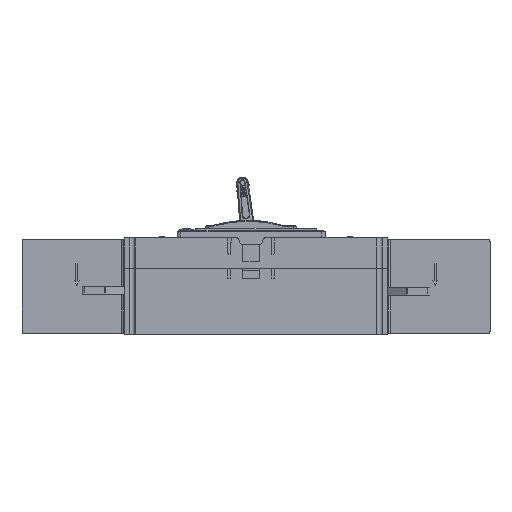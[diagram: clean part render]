
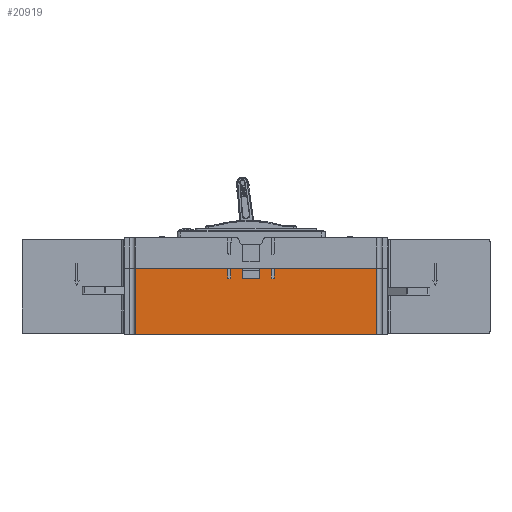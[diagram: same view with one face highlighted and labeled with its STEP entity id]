
A CAD part, top view. The second image highlights one B-rep face of the part: STEP entity #20919.
In plain terms, the highlighted planar face has unit normal (0, 0, 1).
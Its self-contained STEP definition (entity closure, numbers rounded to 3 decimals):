
#4011=LINE('',#110341,#12475);
#4012=LINE('',#110344,#12476);
#4013=LINE('',#110346,#12477);
#4014=LINE('',#110348,#12478);
#4015=LINE('',#110352,#12479);
#4016=LINE('',#110356,#12480);
#4017=LINE('',#110358,#12481);
#4018=LINE('',#110360,#12482);
#4019=LINE('',#110362,#12483);
#4020=LINE('',#110364,#12484);
#4021=LINE('',#110366,#12485);
#4022=LINE('',#110368,#12486);
#4023=LINE('',#110372,#12487);
#4024=LINE('',#110376,#12488);
#4025=LINE('',#110378,#12489);
#4026=LINE('',#110380,#12490);
#12475=VECTOR('',#88485,1.);
#12476=VECTOR('',#88486,1.);
#12477=VECTOR('',#88487,1.);
#12478=VECTOR('',#88488,1.);
#12479=VECTOR('',#88491,1.);
#12480=VECTOR('',#88494,1.);
#12481=VECTOR('',#88495,1.);
#12482=VECTOR('',#88496,1.);
#12483=VECTOR('',#88497,1.);
#12484=VECTOR('',#88498,1.);
#12485=VECTOR('',#88499,1.);
#12486=VECTOR('',#88500,1.);
#12487=VECTOR('',#88503,1.);
#12488=VECTOR('',#88506,1.);
#12489=VECTOR('',#88507,1.);
#12490=VECTOR('',#88508,1.);
#20919=ADVANCED_FACE('',(#28684),#25418,.T.);
#25418=PLANE('',#81658);
#28684=FACE_OUTER_BOUND('',#32813,.T.);
#32813=EDGE_LOOP('',(#38145,#38146,#38147,#38148,#38149,#38150,#38151,#38152,
#38153,#38154,#38155,#38156,#38157,#38158,#38159,#38160,#38161,#38162,#38163,
#38164));
#38145=ORIENTED_EDGE('',*,*,#68529,.F.);
#38146=ORIENTED_EDGE('',*,*,#68530,.T.);
#38147=ORIENTED_EDGE('',*,*,#68531,.F.);
#38148=ORIENTED_EDGE('',*,*,#68532,.T.);
#38149=ORIENTED_EDGE('',*,*,#68533,.T.);
#38150=ORIENTED_EDGE('',*,*,#68534,.T.);
#38151=ORIENTED_EDGE('',*,*,#68535,.T.);
#38152=ORIENTED_EDGE('',*,*,#68536,.F.);
#38153=ORIENTED_EDGE('',*,*,#68537,.T.);
#38154=ORIENTED_EDGE('',*,*,#68538,.T.);
#38155=ORIENTED_EDGE('',*,*,#68539,.F.);
#38156=ORIENTED_EDGE('',*,*,#68540,.F.);
#38157=ORIENTED_EDGE('',*,*,#68541,.F.);
#38158=ORIENTED_EDGE('',*,*,#68542,.T.);
#38159=ORIENTED_EDGE('',*,*,#68543,.T.);
#38160=ORIENTED_EDGE('',*,*,#68544,.T.);
#38161=ORIENTED_EDGE('',*,*,#68545,.T.);
#38162=ORIENTED_EDGE('',*,*,#68546,.F.);
#38163=ORIENTED_EDGE('',*,*,#68547,.F.);
#38164=ORIENTED_EDGE('',*,*,#68548,.F.);
#60933=VERTEX_POINT('',#110342);
#60934=VERTEX_POINT('',#110343);
#60935=VERTEX_POINT('',#110345);
#60936=VERTEX_POINT('',#110347);
#60937=VERTEX_POINT('',#110349);
#60938=VERTEX_POINT('',#110351);
#60939=VERTEX_POINT('',#110353);
#60940=VERTEX_POINT('',#110355);
#60941=VERTEX_POINT('',#110357);
#60942=VERTEX_POINT('',#110359);
#60943=VERTEX_POINT('',#110361);
#60944=VERTEX_POINT('',#110363);
#60945=VERTEX_POINT('',#110365);
#60946=VERTEX_POINT('',#110367);
#60947=VERTEX_POINT('',#110369);
#60948=VERTEX_POINT('',#110371);
#60949=VERTEX_POINT('',#110373);
#60950=VERTEX_POINT('',#110375);
#60951=VERTEX_POINT('',#110377);
#60952=VERTEX_POINT('',#110379);
#68529=EDGE_CURVE('',#60933,#60934,#4011,.T.);
#68530=EDGE_CURVE('',#60933,#60935,#4012,.T.);
#68531=EDGE_CURVE('',#60936,#60935,#4013,.T.);
#68532=EDGE_CURVE('',#60936,#60937,#4014,.T.);
#68533=EDGE_CURVE('',#60937,#60938,#79694,.T.);
#68534=EDGE_CURVE('',#60938,#60939,#4015,.T.);
#68535=EDGE_CURVE('',#60939,#60940,#79695,.T.);
#68536=EDGE_CURVE('',#60941,#60940,#4016,.T.);
#68537=EDGE_CURVE('',#60941,#60942,#4017,.T.);
#68538=EDGE_CURVE('',#60942,#60943,#4018,.T.);
#68539=EDGE_CURVE('',#60944,#60943,#4019,.T.);
#68540=EDGE_CURVE('',#60945,#60944,#4020,.T.);
#68541=EDGE_CURVE('',#60946,#60945,#4021,.T.);
#68542=EDGE_CURVE('',#60946,#60947,#4022,.T.);
#68543=EDGE_CURVE('',#60947,#60948,#79696,.T.);
#68544=EDGE_CURVE('',#60948,#60949,#4023,.T.);
#68545=EDGE_CURVE('',#60949,#60950,#79697,.T.);
#68546=EDGE_CURVE('',#60951,#60950,#4024,.T.);
#68547=EDGE_CURVE('',#60952,#60951,#4025,.T.);
#68548=EDGE_CURVE('',#60934,#60952,#4026,.T.);
#79694=CIRCLE('',#81654,0.5);
#79695=CIRCLE('',#81655,0.5);
#79696=CIRCLE('',#81656,0.5);
#79697=CIRCLE('',#81657,0.5);
#81654=AXIS2_PLACEMENT_3D('',#110350,#88489,#88490);
#81655=AXIS2_PLACEMENT_3D('',#110354,#88492,#88493);
#81656=AXIS2_PLACEMENT_3D('',#110370,#88501,#88502);
#81657=AXIS2_PLACEMENT_3D('',#110374,#88504,#88505);
#81658=AXIS2_PLACEMENT_3D('',#110381,#88509,#88510);
#88485=DIRECTION('',(1.,0.,0.));
#88486=DIRECTION('',(0.,1.,0.));
#88487=DIRECTION('',(1.,0.,0.));
#88488=DIRECTION('',(0.,-1.,0.));
#88489=DIRECTION('',(0.,0.,-1.));
#88490=DIRECTION('',(1.,0.,0.));
#88491=DIRECTION('',(-1.,0.,0.));
#88492=DIRECTION('',(0.,0.,-1.));
#88493=DIRECTION('',(1.,0.,0.));
#88494=DIRECTION('',(0.,-1.,0.));
#88495=DIRECTION('',(-1.,0.,0.));
#88496=DIRECTION('',(0.,-1.,0.));
#88497=DIRECTION('',(-1.,0.,0.));
#88498=DIRECTION('',(0.,-1.,0.));
#88499=DIRECTION('',(1.,0.,0.));
#88500=DIRECTION('',(0.,-1.,0.));
#88501=DIRECTION('',(0.,0.,-1.));
#88502=DIRECTION('',(1.,0.,0.));
#88503=DIRECTION('',(-1.,0.,0.));
#88504=DIRECTION('',(0.,0.,-1.));
#88505=DIRECTION('',(1.,0.,0.));
#88506=DIRECTION('',(0.,-1.,0.));
#88507=DIRECTION('',(1.,0.,0.));
#88508=DIRECTION('',(0.,1.,0.));
#88509=DIRECTION('',(0.,0.,1.));
#88510=DIRECTION('',(1.,0.,0.));
#110341=CARTESIAN_POINT('',(119.5,55.7,-470.));
#110342=CARTESIAN_POINT('',(119.5,55.7,-470.));
#110343=CARTESIAN_POINT('',(137.5,55.7,-470.));
#110344=CARTESIAN_POINT('',(119.5,55.7,-470.));
#110345=CARTESIAN_POINT('',(119.5,66.,-470.));
#110346=CARTESIAN_POINT('',(257.,66.,-470.));
#110347=CARTESIAN_POINT('',(108.,66.,-470.));
#110348=CARTESIAN_POINT('',(108.,0.,-470.));
#110349=CARTESIAN_POINT('',(108.,56.2,-470.));
#110350=CARTESIAN_POINT('',(107.5,56.2,-470.));
#110351=CARTESIAN_POINT('',(107.5,55.7,-470.));
#110352=CARTESIAN_POINT('',(100.5,55.7,-470.));
#110353=CARTESIAN_POINT('',(105.5,55.7,-470.));
#110354=CARTESIAN_POINT('',(105.5,56.2,-470.));
#110355=CARTESIAN_POINT('',(105.,56.2,-470.));
#110356=CARTESIAN_POINT('',(105.,66.,-470.));
#110357=CARTESIAN_POINT('',(105.,66.,-470.));
#110358=CARTESIAN_POINT('',(103.5,66.,-470.));
#110359=CARTESIAN_POINT('',(11.,66.,-470.));
#110360=CARTESIAN_POINT('',(11.,32.5,-470.));
#110361=CARTESIAN_POINT('',(11.,-1.,-470.));
#110362=CARTESIAN_POINT('',(100.5,-1.,-470.));
#110363=CARTESIAN_POINT('',(256.,-1.,-470.));
#110364=CARTESIAN_POINT('',(256.,12.25,-470.));
#110365=CARTESIAN_POINT('',(256.,66.,-470.));
#110366=CARTESIAN_POINT('',(257.,66.,-470.));
#110367=CARTESIAN_POINT('',(152.,66.,-470.));
#110368=CARTESIAN_POINT('',(152.,0.,-470.));
#110369=CARTESIAN_POINT('',(152.,56.2,-470.));
#110370=CARTESIAN_POINT('',(151.5,56.2,-470.));
#110371=CARTESIAN_POINT('',(151.5,55.7,-470.));
#110372=CARTESIAN_POINT('',(100.5,55.7,-470.));
#110373=CARTESIAN_POINT('',(149.5,55.7,-470.));
#110374=CARTESIAN_POINT('',(149.5,56.2,-470.));
#110375=CARTESIAN_POINT('',(149.,56.2,-470.));
#110376=CARTESIAN_POINT('',(149.,66.,-470.));
#110377=CARTESIAN_POINT('',(149.,66.,-470.));
#110378=CARTESIAN_POINT('',(257.,66.,-470.));
#110379=CARTESIAN_POINT('',(137.5,66.,-470.));
#110380=CARTESIAN_POINT('',(137.5,0.,-470.));
#110381=CARTESIAN_POINT('',(100.5,0.,-470.));
